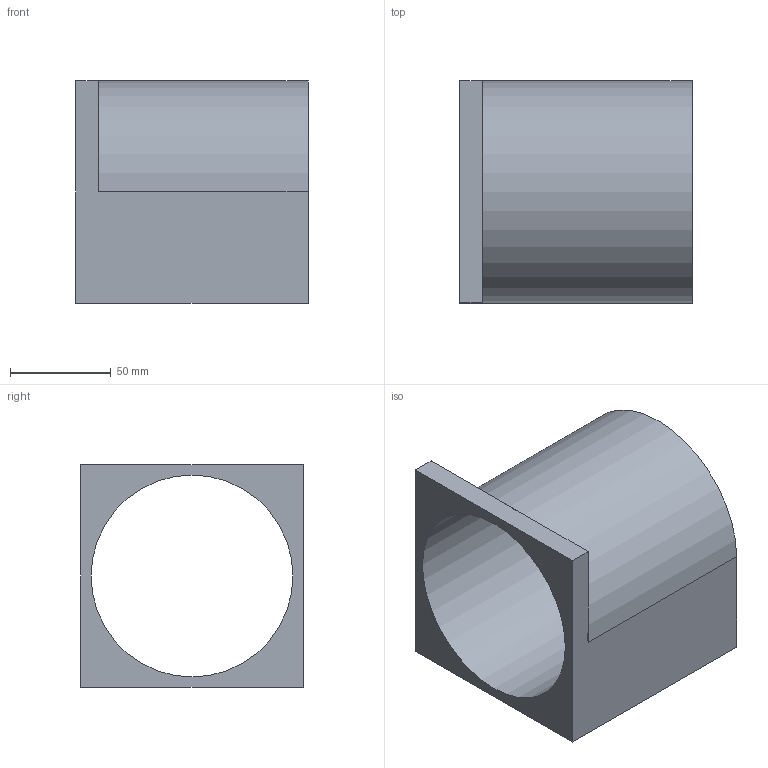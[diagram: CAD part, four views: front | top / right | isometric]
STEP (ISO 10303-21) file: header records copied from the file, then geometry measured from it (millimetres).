
FILE_DESCRIPTION(/* description */ (''),/* implementation_level */ '2;1');
FILE_NAME(/* name */ '[K3]Ong.stp',/* time_stamp */ '2023-12-28T10:56:16+07:00',/* author */ ('daveb'),/* organization */ (''),/* preprocessor_version */ 'ST-DEVELOPER v19.2',/* originating_system */ 'Autodesk Inventor 2024',/* authorisation */ '');
FILE_SCHEMA (('AUTOMOTIVE_DESIGN { 1 0 10303 214 3 1 1 }'));
Length unit declared in the file: millimetre
Products named in the file (1): [K3]Ong
Bounding box: 115 x 110 x 110 mm (x, y, z)
Volume: 353264.6 mm3; surface area: 90310.3 mm2
Topology: 1 solids, 1 shells, 10 faces, 23 edges, 15 vertices
Faces by surface type: plane 8, cylinder 2
Full cylindrical faces by diameter (mm): 100 x1
Entity records: 331 total; most frequent: DIRECTION 50, CARTESIAN_POINT 49, ORIENTED_EDGE 46, EDGE_CURVE 23, LINE 18, VECTOR 18, AXIS2_PLACEMENT_3D 16, VERTEX_POINT 15
